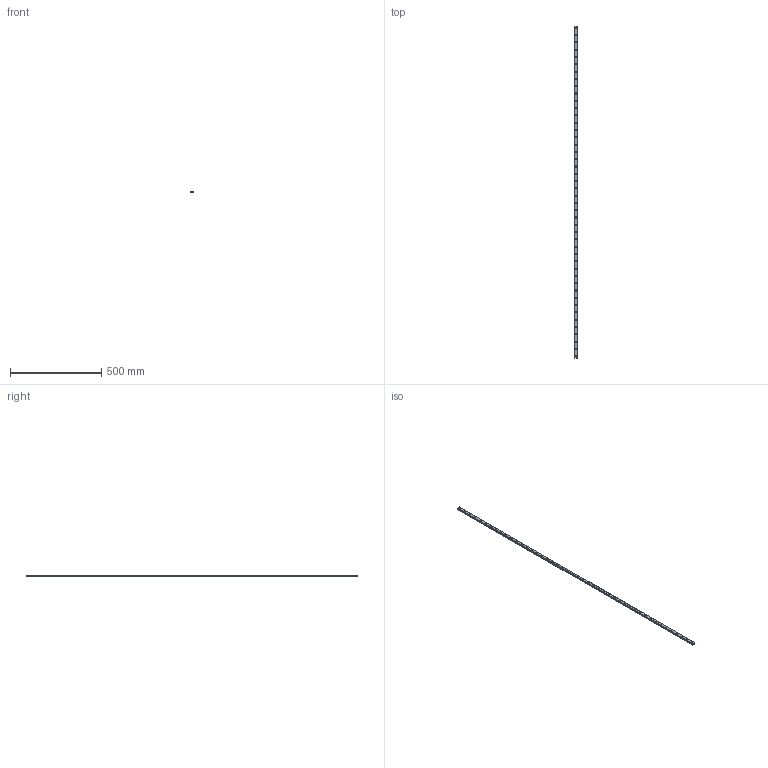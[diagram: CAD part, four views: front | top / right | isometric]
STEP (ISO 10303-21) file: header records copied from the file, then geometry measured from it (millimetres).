
FILE_DESCRIPTION(('STEP AP214'),'1');
FILE_NAME('cctmp_8F043A75-0FF7-4DAC-B584-7420258CFD7F_2021_02_19_12_17_59_0020..stp','2021-02-19T11:17:59',('HIWIN GmbH'),('CADClick - www.CADClick.com'),'Spatial InterOp 3D',' ','unknown authorization');
FILE_SCHEMA(('AUTOMOTIVE_DESIGN'));
Length unit declared in the file: millimetre
Products named in the file (1): MGNR15R1820CM_FILE
Bounding box: 15 x 1820 x 10 mm (x, y, z)
Volume: 252771.2 mm3; surface area: 107845.5 mm2
Topology: 1 solids, 1 shells, 509 faces, 1095 edges, 730 vertices
Faces by surface type: cylinder 292, plane 217
Entity records: 18169 total; most frequent: DIRECTION 2699, CARTESIAN_POINT 2335, ORIENTED_EDGE 2190, EDGE_CURVE 1095, AXIS2_PLACEMENT_3D 1094, VERTEX_POINT 730, EDGE_LOOP 651, CIRCLE 584
